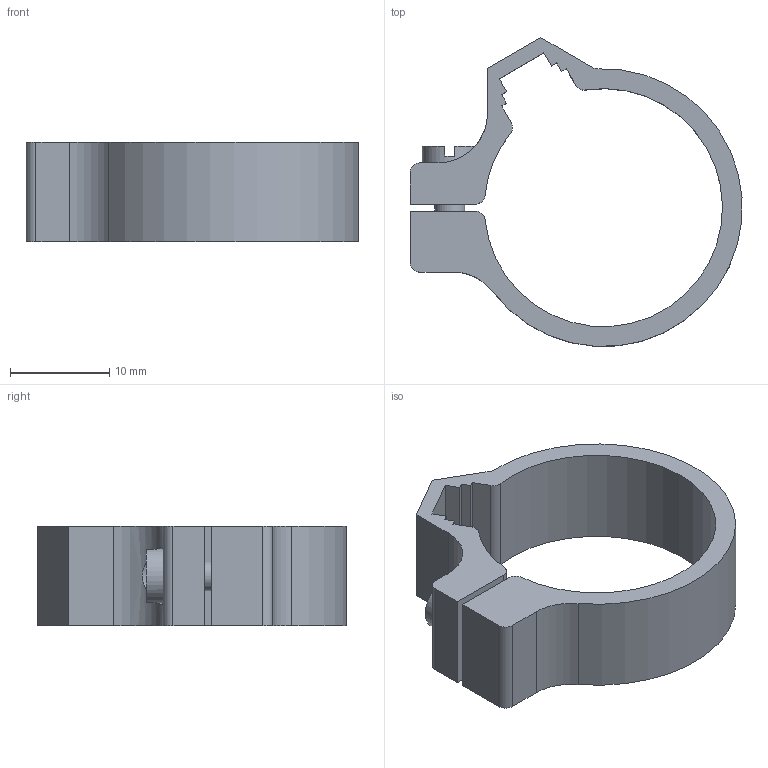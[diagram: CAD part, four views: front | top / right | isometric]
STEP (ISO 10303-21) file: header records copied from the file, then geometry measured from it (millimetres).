
FILE_DESCRIPTION(/* description */ ('FASCETTA P.SENSORE "SLIM" x M.CIL. Ø20'),/* implementation_level */ '2;1');
FILE_NAME(/* name */ '1260_20_FS.stp',/* time_stamp */ '2017-11-13T14:33:25+01:00',/* author */ ('Maniean1'),/* organization */ (''),/* preprocessor_version */ 'ST-DEVELOPER v16.5',/* originating_system */ 'Autodesk Inventor 2017',/* authorisation */ '');
FILE_SCHEMA (('AUTOMOTIVE_DESIGN { 1 0 10303 214 3 1 1 }'));
Length unit declared in the file: millimetre
Products named in the file (1): 1260.20.FS
Bounding box: 33.46 x 31.11 x 10 mm (x, y, z)
Volume: 2368.2 mm3; surface area: 2542.8 mm2
Topology: 1 solids, 1 shells, 43 faces, 119 edges, 79 vertices
Faces by surface type: plane 28, cylinder 15
Full cylindrical faces by diameter (mm): 3 x1, 5.5 x1, 5.8 x1
Entity records: 1430 total; most frequent: CARTESIAN_POINT 267, DIRECTION 235, ORIENTED_EDGE 230, EDGE_CURVE 115, LINE 81, VECTOR 81, VERTEX_POINT 78, AXIS2_PLACEMENT_3D 77
